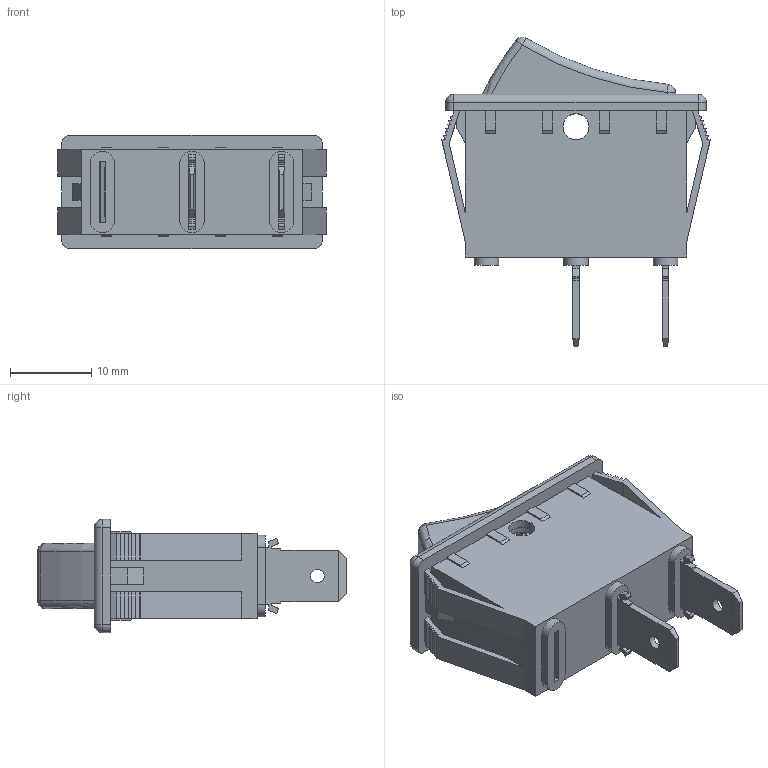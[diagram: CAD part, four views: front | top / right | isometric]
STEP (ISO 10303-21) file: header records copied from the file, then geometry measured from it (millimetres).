
FILE_DESCRIPTION(/* description */ (''),/* implementation_level */ '2;1');
FILE_NAME(/* name */ 'RB144D1100.stp',/* time_stamp */ '2023-12-13T08:55:25-06:00',/* author */ ('mwilliams'),/* organization */ (''),/* preprocessor_version */ 'ST-DEVELOPER v18.1',/* originating_system */ 'Autodesk Inventor 2022',/* authorisation */ '');
FILE_SCHEMA (('AUTOMOTIVE_DESIGN { 1 0 10303 214 3 1 1 }'));
Products named in the file (1): 000000288_Simplify_1
Bounding box: 32.94 x 38 x 13.9 mm (x, y, z)
Volume: 3295.9 mm3; surface area: 6094.5 mm2
Topology: 2 solids, 2 shells, 1924 faces, 4850 edges, 3208 vertices
Faces by surface type: plane 1793, cylinder 113, torus 10, sphere 8
Full cylindrical faces by diameter (mm): 1.65 x4, 1.7 x2, 3.2 x2
Entity records: 58743 total; most frequent: CARTESIAN_POINT 10135, ORIENTED_EDGE 9684, DIRECTION 8960, EDGE_CURVE 4842, LINE 4546, VECTOR 4546, VERTEX_POINT 3208, EDGE_LOOP 2244
